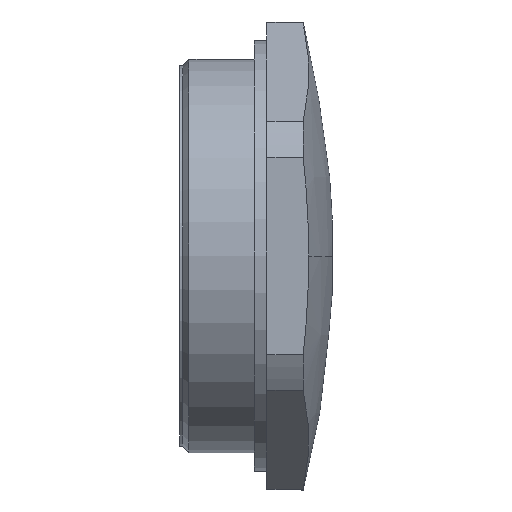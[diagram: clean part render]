
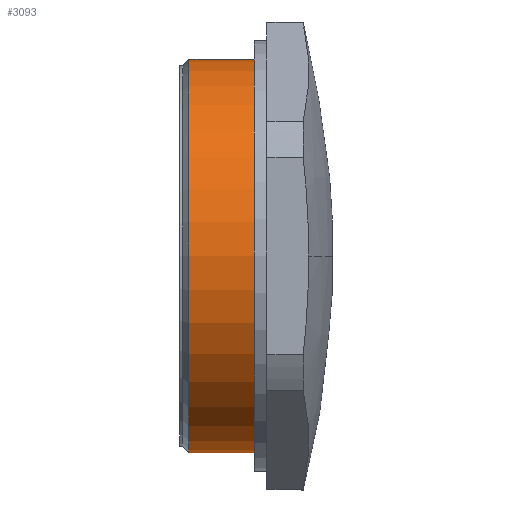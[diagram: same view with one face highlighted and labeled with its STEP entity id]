
A CAD part, front view. The second image highlights one B-rep face of the part: STEP entity #3093.
In plain terms, the highlighted cylindrical face has radius 31.5 mm (diameter 63 mm), a partial arc.
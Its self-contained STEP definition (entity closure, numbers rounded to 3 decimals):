
#190 = VERTEX_POINT ( 'NONE', #8074 ) ;
#650 = EDGE_CURVE ( 'NONE', #8359, #7504, #6198, .T. ) ;
#987 = EDGE_CURVE ( 'NONE', #7504, #190, #4947, .T. ) ;
#1072 = CARTESIAN_POINT ( 'NONE',  ( -1.099, 0., 31.5 ) ) ;
#1125 = DIRECTION ( 'NONE',  ( -1., 0., 0. ) ) ;
#1152 = EDGE_CURVE ( 'NONE', #8359, #7945, #4435, .T. ) ;
#1369 = EDGE_LOOP ( 'NONE', ( #8855, #4335, #2877, #5812 ) ) ;
#1419 = VECTOR ( 'NONE', #7699, 1000. ) ;
#1453 = CARTESIAN_POINT ( 'NONE',  ( 13.5, 0., -31.5 ) ) ;
#1511 = DIRECTION ( 'NONE',  ( -1., 0., 0. ) ) ;
#2072 = VECTOR ( 'NONE', #1125, 1000. ) ;
#2877 = ORIENTED_EDGE ( 'NONE', *, *, #987, .T. ) ;
#3006 = DIRECTION ( 'NONE',  ( 0., 0., 1. ) ) ;
#3093 = ADVANCED_FACE ( 'NONE', ( #8143 ), #8094, .T. ) ;
#3550 = AXIS2_PLACEMENT_3D ( 'NONE', #7470, #4563, #3006 ) ;
#3842 = DIRECTION ( 'NONE',  ( 0., 0., 1. ) ) ;
#4047 = DIRECTION ( 'NONE',  ( 1., 0., 0. ) ) ;
#4335 = ORIENTED_EDGE ( 'NONE', *, *, #650, .T. ) ;
#4435 = LINE ( 'NONE', #5201, #1419 ) ;
#4563 = DIRECTION ( 'NONE',  ( -1., 0., 0. ) ) ;
#4894 = EDGE_CURVE ( 'NONE', #190, #7945, #9320, .T. ) ;
#4947 = LINE ( 'NONE', #1072, #2072 ) ;
#5201 = CARTESIAN_POINT ( 'NONE',  ( -1.099, 0., -31.5 ) ) ;
#5812 = ORIENTED_EDGE ( 'NONE', *, *, #4894, .T. ) ;
#6198 = CIRCLE ( 'NONE', #6687, 31.5 ) ;
#6515 = CARTESIAN_POINT ( 'NONE',  ( 1.5, 0., 0. ) ) ;
#6663 = AXIS2_PLACEMENT_3D ( 'NONE', #6515, #4047, #7404 ) ;
#6687 = AXIS2_PLACEMENT_3D ( 'NONE', #9230, #1511, #3842 ) ;
#7404 = DIRECTION ( 'NONE',  ( 0., 0., 1. ) ) ;
#7470 = CARTESIAN_POINT ( 'NONE',  ( -1.099, 0., 0. ) ) ;
#7504 = VERTEX_POINT ( 'NONE', #9051 ) ;
#7699 = DIRECTION ( 'NONE',  ( -1., 0., 0. ) ) ;
#7934 = CARTESIAN_POINT ( 'NONE',  ( 1.5, 0., -31.5 ) ) ;
#7945 = VERTEX_POINT ( 'NONE', #7934 ) ;
#8074 = CARTESIAN_POINT ( 'NONE',  ( 1.5, 0., 31.5 ) ) ;
#8094 = CYLINDRICAL_SURFACE ( 'NONE', #3550, 31.5 ) ;
#8143 = FACE_OUTER_BOUND ( 'NONE', #1369, .T. ) ;
#8359 = VERTEX_POINT ( 'NONE', #1453 ) ;
#8855 = ORIENTED_EDGE ( 'NONE', *, *, #1152, .F. ) ;
#9051 = CARTESIAN_POINT ( 'NONE',  ( 13.5, 0., 31.5 ) ) ;
#9230 = CARTESIAN_POINT ( 'NONE',  ( 13.5, 0., 0. ) ) ;
#9320 = CIRCLE ( 'NONE', #6663, 31.5 ) ;
